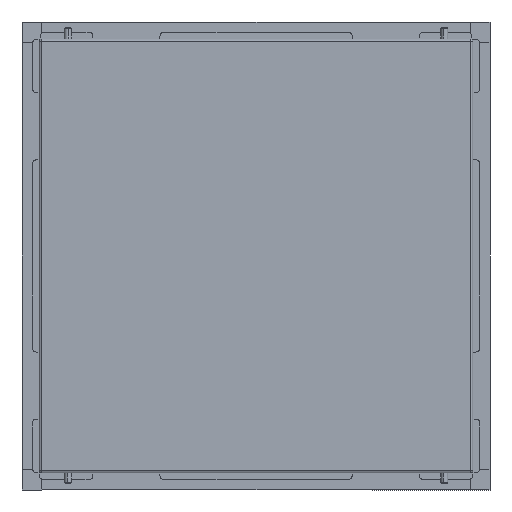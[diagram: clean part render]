
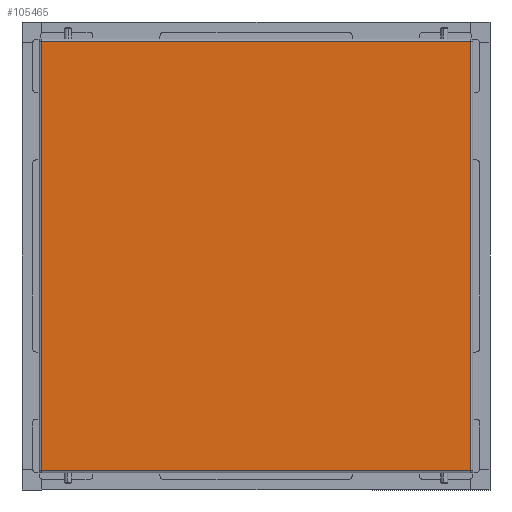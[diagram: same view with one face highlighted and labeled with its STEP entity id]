
A CAD part, front view. The second image highlights one B-rep face of the part: STEP entity #105465.
In plain terms, the highlighted face is planar.
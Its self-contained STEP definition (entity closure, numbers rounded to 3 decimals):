
#1827 = VECTOR ( 'NONE', #65702, 1000. ) ;
#14336 = PLANE ( 'NONE',  #35259 ) ;
#35259 = AXIS2_PLACEMENT_3D ( 'NONE', #288769, #242039, #82279 ) ;
#43064 = CARTESIAN_POINT ( 'NONE',  ( -132.39, -300.821, -12.845 ) ) ;
#49026 = LINE ( 'NONE', #43064, #253383 ) ;
#49406 = EDGE_CURVE ( 'Defeature completata1_49+Defeature completata1_90+Defeature completata1_91+Defeature completata1_95', #171821, #172903, #266918, .T. ) ;
#65702 = DIRECTION ( 'NONE',  ( -1., 0., 0. ) ) ;
#79310 = FACE_OUTER_BOUND ( 'NONE', #172011, .T. ) ;
#80531 = VERTEX_POINT ( 'NONE', #117374 ) ;
#82279 = DIRECTION ( 'NONE',  ( 0., -1., 0. ) ) ;
#83836 = ORIENTED_EDGE ( 'NONE', *, *, #49406, .T. ) ;
#102798 = EDGE_CURVE ( 'Defeature completata1_49+Defeature completata1_96+Defeature completata1_95+Defeature completata1_91', #80531, #201183, #49026, .T. ) ;
#105465 = ADVANCED_FACE ( 'Defeature completata1_49', ( #79310 ), #14336, .F. ) ;
#112625 = EDGE_CURVE ( 'Defeature completata1_49+Defeature completata1_95+Defeature completata1_90+Defeature completata1_96', #172903, #80531, #131907, .T. ) ;
#117374 = CARTESIAN_POINT ( 'NONE',  ( -132.39, -298.421, -12.845 ) ) ;
#128333 = ORIENTED_EDGE ( 'NONE', *, *, #112625, .T. ) ;
#131907 = LINE ( 'NONE', #272230, #1827 ) ;
#154182 = CARTESIAN_POINT ( 'NONE',  ( -132.39, 246.779, -12.845 ) ) ;
#161791 = CARTESIAN_POINT ( 'NONE',  ( 412.81, 246.779, -12.845 ) ) ;
#163955 = DIRECTION ( 'NONE',  ( 1., 0., 0. ) ) ;
#171821 = VERTEX_POINT ( 'NONE', #161791 ) ;
#172011 = EDGE_LOOP ( 'NONE', ( #83836, #128333, #243215, #204870 ) ) ;
#172903 = VERTEX_POINT ( 'NONE', #279446 ) ;
#201183 = VERTEX_POINT ( 'NONE', #154182 ) ;
#204870 = ORIENTED_EDGE ( 'NONE', *, *, #218201, .T. ) ;
#207391 = DIRECTION ( 'NONE',  ( 0., 1., 0. ) ) ;
#218201 = EDGE_CURVE ( 'Defeature completata1_49+Defeature completata1_91+Defeature completata1_96+Defeature completata1_90', #201183, #171821, #250024, .T. ) ;
#218671 = DIRECTION ( 'NONE',  ( 0., -1., 0. ) ) ;
#242039 = DIRECTION ( 'NONE',  ( 0., 0., 1. ) ) ;
#242777 = CARTESIAN_POINT ( 'NONE',  ( 412.81, -300.821, -12.845 ) ) ;
#243215 = ORIENTED_EDGE ( 'NONE', *, *, #102798, .T. ) ;
#250024 = LINE ( 'NONE', #272678, #250949 ) ;
#250169 = VECTOR ( 'NONE', #218671, 1000. ) ;
#250949 = VECTOR ( 'NONE', #163955, 1000. ) ;
#253383 = VECTOR ( 'NONE', #207391, 1000. ) ;
#266918 = LINE ( 'NONE', #242777, #250169 ) ;
#272230 = CARTESIAN_POINT ( 'NONE',  ( -134.79, -298.421, -12.845 ) ) ;
#272678 = CARTESIAN_POINT ( 'NONE',  ( -134.79, 246.779, -12.845 ) ) ;
#279446 = CARTESIAN_POINT ( 'NONE',  ( 412.81, -298.421, -12.845 ) ) ;
#288769 = CARTESIAN_POINT ( 'NONE',  ( -134.79, -300.821, -12.845 ) ) ;
